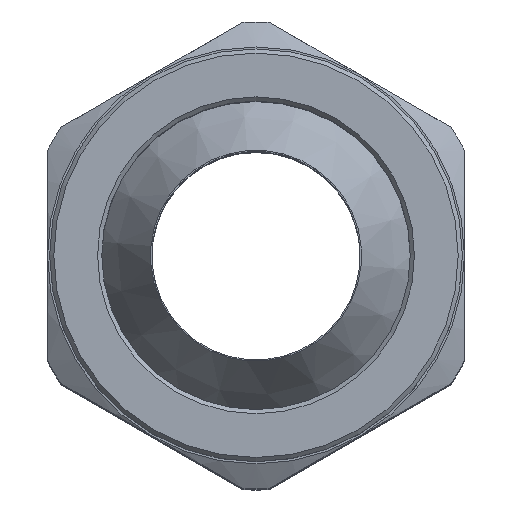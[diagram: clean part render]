
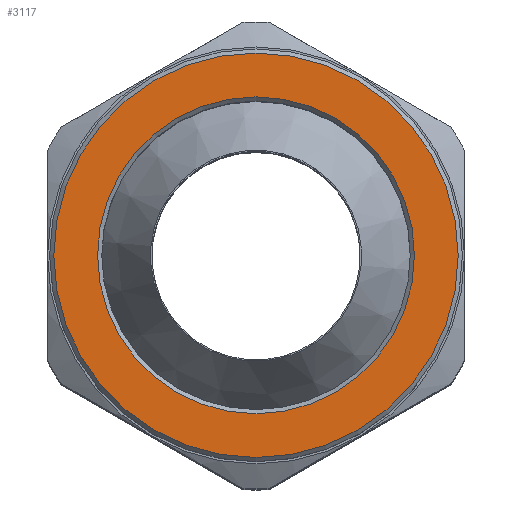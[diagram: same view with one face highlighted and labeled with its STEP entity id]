
A CAD part, top view. The second image highlights one B-rep face of the part: STEP entity #3117.
In plain terms, the highlighted planar face has unit normal (0, 0, 1).
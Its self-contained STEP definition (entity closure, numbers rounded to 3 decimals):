
#3086=CARTESIAN_POINT('',(19.0,0.,21.5));
#3087=VERTEX_POINT('',#3086);
#3088=CARTESIAN_POINT('',(0.0,0.0,21.5));
#3089=DIRECTION('',(0.0,0.0,1.0));
#3090=DIRECTION('',(-1.0,0.0,0.0));
#3091=AXIS2_PLACEMENT_3D('',#3088,#3089,#3090);
#3092=CIRCLE('',#3091,19.0);
#3093=EDGE_CURVE('',#3087,#3087,#3092,.T.);
#3098=CARTESIAN_POINT('',(0.,0.,21.5));
#3099=DIRECTION('',(0.0,0.0,1.0));
#3100=DIRECTION('',(1.0,0.0,0.0));
#3101=AXIS2_PLACEMENT_3D('',#3098,#3099,#3100);
#3102=PLANE('',#3101);
#3103=CARTESIAN_POINT('',(24.25,0.,21.5));
#3104=VERTEX_POINT('',#3103);
#3105=CARTESIAN_POINT('',(0.0,0.0,21.5));
#3106=DIRECTION('',(0.0,0.0,-1.0));
#3107=DIRECTION('',(-1.0,0.0,0.0));
#3108=AXIS2_PLACEMENT_3D('',#3105,#3106,#3107);
#3109=CIRCLE('',#3108,24.25);
#3110=EDGE_CURVE('',#3104,#3104,#3109,.T.);
#3111=ORIENTED_EDGE('',*,*,#3110,.F.);
#3112=EDGE_LOOP('',(#3111));
#3113=FACE_OUTER_BOUND('',#3112,.T.);
#3114=ORIENTED_EDGE('',*,*,#3093,.F.);
#3115=EDGE_LOOP('',(#3114));
#3116=FACE_BOUND('',#3115,.T.);
#3117=ADVANCED_FACE('',(#3113,#3116),#3102,.T.);
